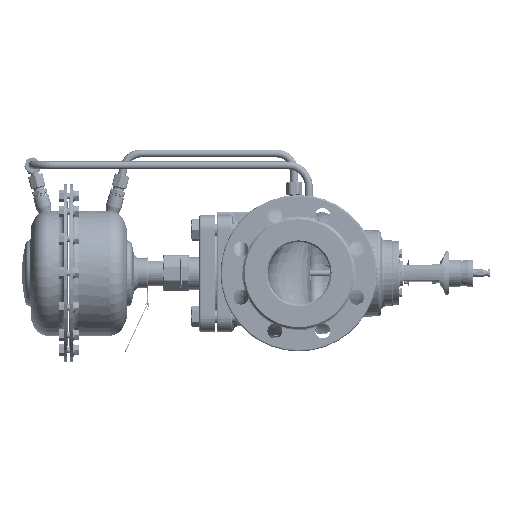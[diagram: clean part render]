
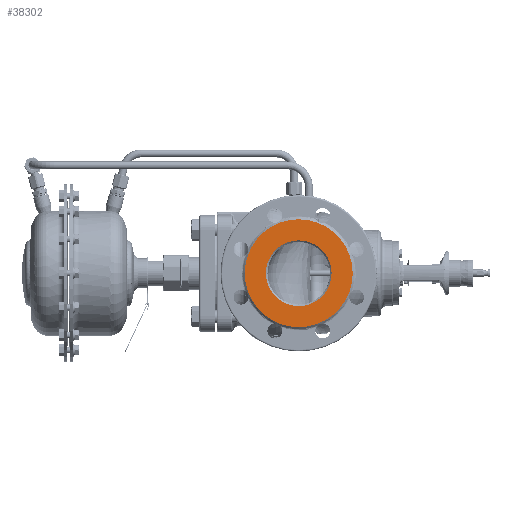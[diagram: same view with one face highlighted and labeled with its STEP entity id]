
A CAD part, left-side view. The second image highlights one B-rep face of the part: STEP entity #38302.
In plain terms, the highlighted planar face has unit normal (-1, 0, 0).
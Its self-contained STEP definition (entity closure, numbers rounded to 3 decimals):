
#4251=CARTESIAN_POINT('',(-155.,0.,0.));
#4252=DIRECTION('',(1.,0.,0.));
#4253=DIRECTION('',(0.,1.,0.));
#4254=AXIS2_PLACEMENT_3D('',#4251,#4252,#4253);
#4256=CARTESIAN_POINT('',(-155.,0.,0.));
#4257=DIRECTION('',(1.,0.,0.));
#4258=DIRECTION('',(0.,-1.,0.));
#4259=AXIS2_PLACEMENT_3D('',#4256,#4257,#4258);
#4261=CARTESIAN_POINT('',(-155.,0.,0.));
#4262=DIRECTION('',(-1.,0.,0.));
#4263=DIRECTION('',(0.,1.,0.));
#4264=AXIS2_PLACEMENT_3D('',#4261,#4262,#4263);
#4266=CARTESIAN_POINT('',(-155.,0.,0.));
#4267=DIRECTION('',(-1.,0.,0.));
#4268=DIRECTION('',(0.,-1.,0.));
#4269=AXIS2_PLACEMENT_3D('',#4266,#4267,#4268);
#28534=CARTESIAN_POINT('',(-155.,42.,0.));
#28535=CARTESIAN_POINT('',(-155.,-42.,0.));
#28536=VERTEX_POINT('',#28534);
#28537=VERTEX_POINT('',#28535);
#28539=CARTESIAN_POINT('',(-155.,69.,0.));
#28540=CARTESIAN_POINT('',(-155.,-69.,0.));
#28541=VERTEX_POINT('',#28539);
#28542=VERTEX_POINT('',#28540);
#38286=CARTESIAN_POINT('',(-155.,0.,0.));
#38287=DIRECTION('',(-1.,0.,0.));
#38288=DIRECTION('',(0.,-1.,0.));
#38289=AXIS2_PLACEMENT_3D('',#38286,#38287,#38288);
#38290=PLANE('',#38289);
#38292=ORIENTED_EDGE('',*,*,#38291,.T.);
#38294=ORIENTED_EDGE('',*,*,#38293,.T.);
#38295=EDGE_LOOP('',(#38292,#38294));
#38296=FACE_OUTER_BOUND('',#38295,.F.);
#38297=ORIENTED_EDGE('',*,*,#38273,.T.);
#38299=ORIENTED_EDGE('',*,*,#38298,.T.);
#38300=EDGE_LOOP('',(#38297,#38299));
#38301=FACE_BOUND('',#38300,.F.);
#38302=ADVANCED_FACE('',(#38296,#38301),#38290,.T.);
#4255=CIRCLE('',#4254,69.);
#4260=CIRCLE('',#4259,69.);
#4265=CIRCLE('',#4264,42.);
#4270=CIRCLE('',#4269,42.);
#38273=EDGE_CURVE('',#28536,#28537,#4265,.T.);
#38291=EDGE_CURVE('',#28541,#28542,#4255,.T.);
#38293=EDGE_CURVE('',#28542,#28541,#4260,.T.);
#38298=EDGE_CURVE('',#28537,#28536,#4270,.T.);
